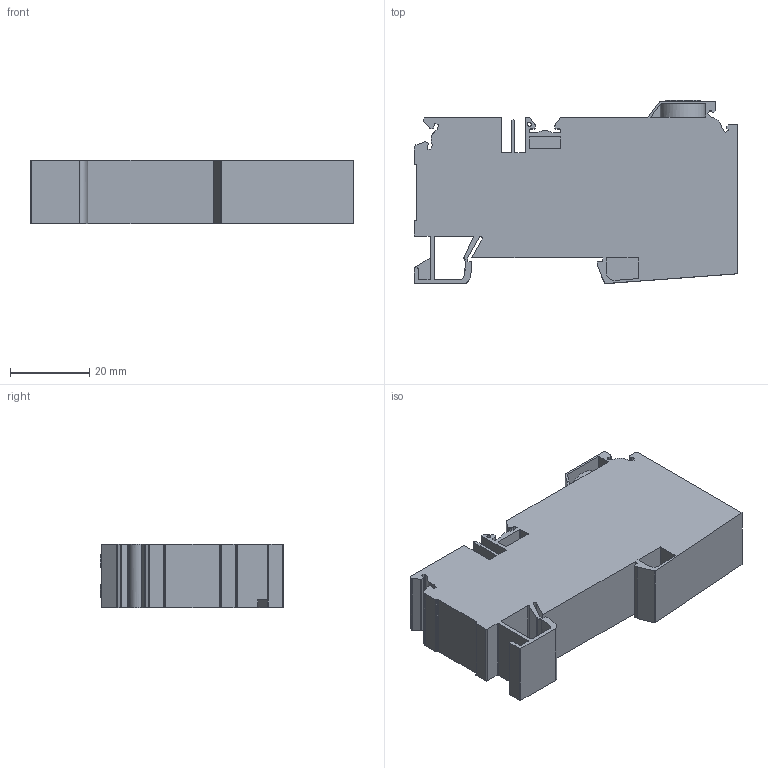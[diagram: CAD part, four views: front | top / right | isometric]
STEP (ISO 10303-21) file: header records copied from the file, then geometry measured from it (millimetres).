
FILE_DESCRIPTION(/* description */ (''),/* implementation_level */ '2;1');
FILE_NAME(/* name */ 'CXBD35_10.stp',/* time_stamp */ '2017-05-31T09:20:38-04:00',/* author */ ('CAD Station'),/* organization */ (''),/* preprocessor_version */ 'ST-DEVELOPER v16.1',/* originating_system */ 'Autodesk Inventor 2016',/* authorisation */ '');
FILE_SCHEMA (('AUTOMOTIVE_DESIGN { 1 0 10303 214 3 1 1 }'));
Length unit declared in the file: millimetre
Products named in the file (3): CXDB35_10; Screw; Assembly1
Assembly tree (2 placements, depth 2):
  Assembly1
    CXDB35_10
    Screw
Bounding box: 81.6 x 46.25 x 16 mm (x, y, z)
Volume: 37828 mm3; surface area: 17786.5 mm2
Topology: 2 solids, 2 shells, 467 faces, 1202 edges, 763 vertices
Faces by surface type: plane 252, cylinder 153, torus 29, bspline 21, sphere 12
Full cylindrical faces by diameter (mm): 1 x1, 5.4 x1, 9 x2
Entity records: 14456 total; most frequent: CARTESIAN_POINT 2909, ORIENTED_EDGE 2394, DIRECTION 2392, EDGE_CURVE 1196, LINE 810, VECTOR 810, AXIS2_PLACEMENT_3D 791, VERTEX_POINT 762
